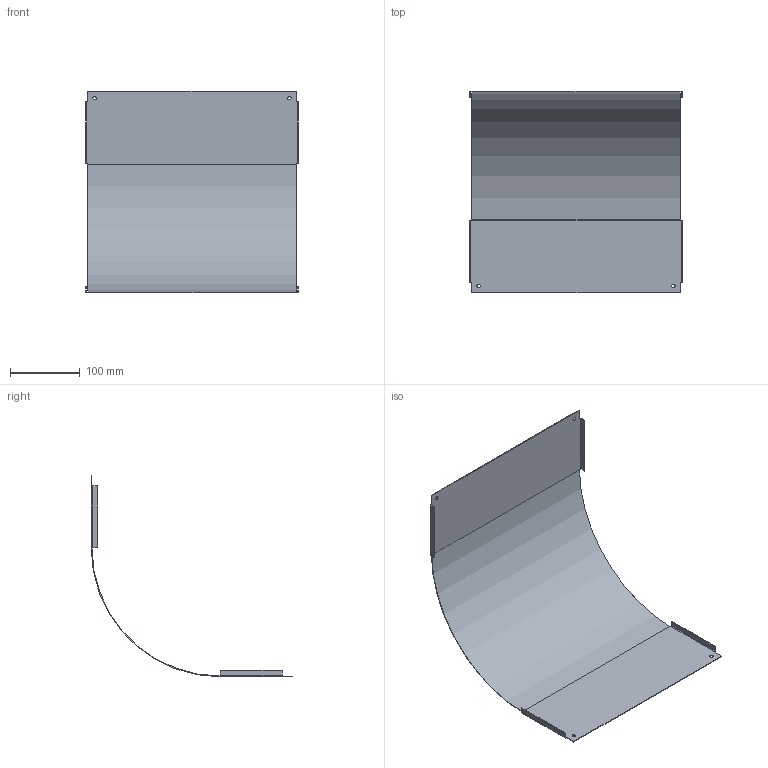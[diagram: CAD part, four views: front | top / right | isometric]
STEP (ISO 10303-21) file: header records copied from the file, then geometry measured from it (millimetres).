
FILE_DESCRIPTION (( 'STEP AP214' ), '1' );
FILE_NAME ('7131640.stp', '2024-03-28T10:07:11', ( '' ), ( '' ), 'SwSTEP 2.0', 'SolidWorks 2022', '' );
FILE_SCHEMA (( 'AUTOMOTIVE_DESIGN' ));
Length unit declared in the file: millimetre
Products named in the file (1): 7131640
Bounding box: 306 x 289.53 x 289.53 mm (x, y, z)
Volume: 153321.7 mm3; surface area: 308387.4 mm2
Topology: 1 solids, 1 shells, 66 faces, 152 edges, 88 vertices
Faces by surface type: plane 52, cylinder 14
Full cylindrical faces by diameter (mm): 5 x4
Entity records: 1878 total; most frequent: DIRECTION 310, CARTESIAN_POINT 303, ORIENTED_EDGE 296, EDGE_CURVE 148, LINE 120, VECTOR 120, AXIS2_PLACEMENT_3D 95, VERTEX_POINT 88
